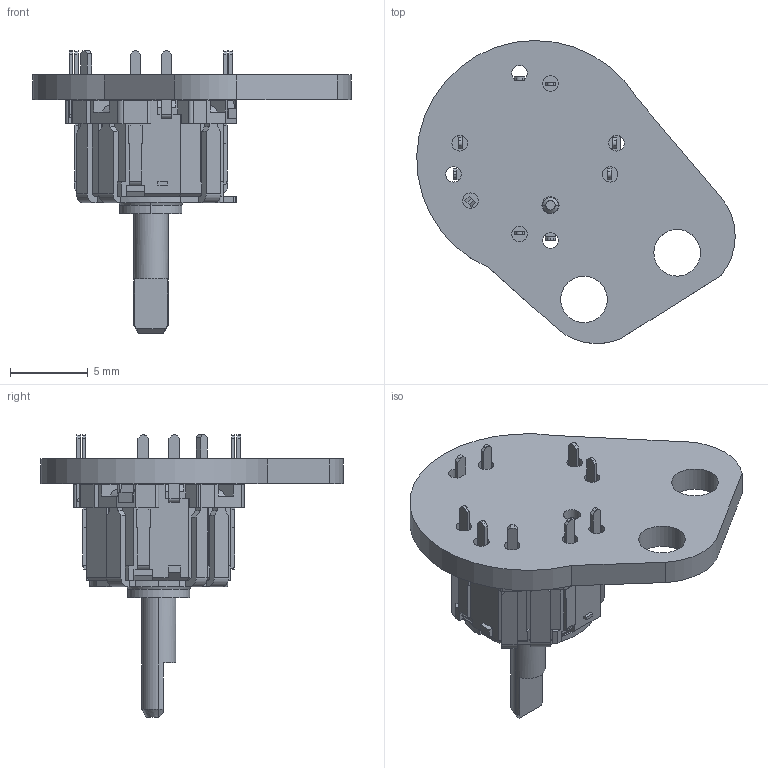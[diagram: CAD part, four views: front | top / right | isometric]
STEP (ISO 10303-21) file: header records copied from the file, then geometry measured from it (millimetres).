
FILE_DESCRIPTION(('KiCad electronic assembly'),'2;1');
FILE_NAME('HAT_SWITCH_BREAKOUT.step','2020-06-07T02:13:41',('An Author') ,('A Company'),'Open CASCADE STEP processor 6.9', 'KiCad to STEP converter','Unknown');
FILE_SCHEMA(('AUTOMOTIVE_DESIGN { 1 0 10303 214 1 1 1 1 }'));
Length unit declared in the file: millimetre
Products named in the file (4): Open CASCADE STEP translator 6.9 1; RKJXM1015004; SOLID; COMPOUND
Assembly tree (3 placements, depth 3):
  Open CASCADE STEP translator 6.9 1
    RKJXM1015004
      SOLID
    COMPOUND
Bounding box: 20.52 x 19.52 x 18.2 mm (x, y, z)
Volume: 924.3 mm3; surface area: 1258.2 mm2
Topology: 2 solids, 2 shells, 532 faces, 1443 edges, 929 vertices
Faces by surface type: plane 445, cylinder 76, cone 5, bspline 4, revolution 2
Full cylindrical faces by diameter (mm): 1 x9, 1.1 x1, 3 x2
Entity records: 39433 total; most frequent: CARTESIAN_POINT 6636, DIRECTION 5449, LINE 3952, VECTOR 3952, ORIENTED_EDGE 2886, PCURVE 2886, DEFINITIONAL_REPRESENTATION 2886, EDGE_CURVE 1443
